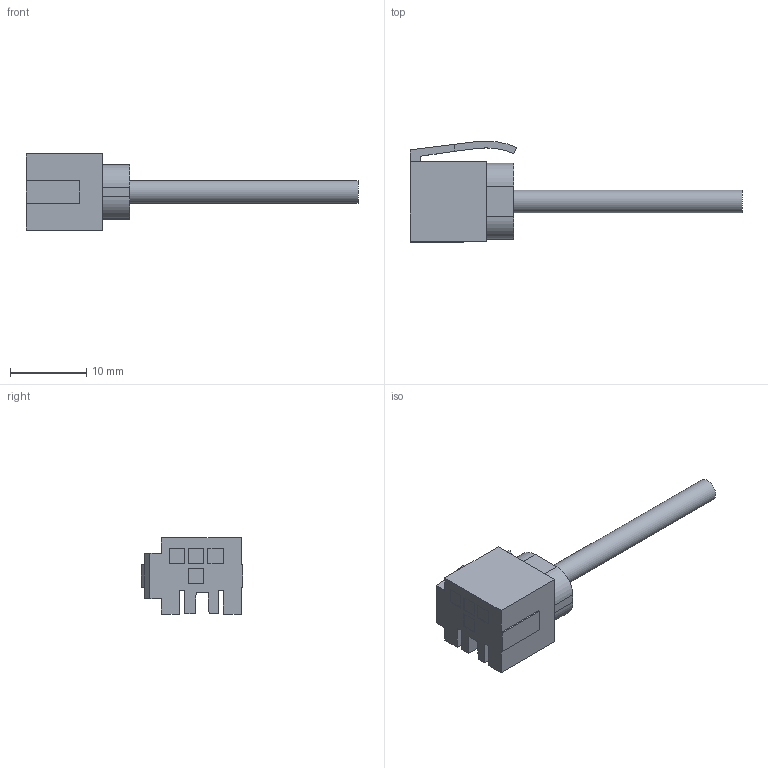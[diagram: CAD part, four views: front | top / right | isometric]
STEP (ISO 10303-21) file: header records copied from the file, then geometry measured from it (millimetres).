
FILE_DESCRIPTION(/* description */ (''),/* implementation_level */ '2;1');
FILE_NAME(/* name */ 'AL000013.stp',/* time_stamp */ '2016-09-28T09:16:17+02:00',/* author */ ('mitarbeiter'),/* organization */ (''),/* preprocessor_version */ 'ST-DEVELOPER v15.2',/* originating_system */ 'Autodesk Inventor 2014',/* authorisation */ '');
FILE_SCHEMA (('AUTOMOTIVE_DESIGN { 1 0 10303 214 3 1 1 }'));
Length unit declared in the file: millimetre
Products named in the file (1): AL000013
Bounding box: 43.6 x 13.38 x 10 mm (x, y, z)
Volume: 1448.4 mm3; surface area: 1350.5 mm2
Topology: 1 solids, 1 shells, 72 faces, 191 edges, 126 vertices
Faces by surface type: plane 63, cylinder 9
Full cylindrical faces by diameter (mm): 3 x1
Entity records: 2217 total; most frequent: CARTESIAN_POINT 389, ORIENTED_EDGE 380, DIRECTION 354, EDGE_CURVE 190, LINE 172, VECTOR 172, VERTEX_POINT 126, AXIS2_PLACEMENT_3D 91
